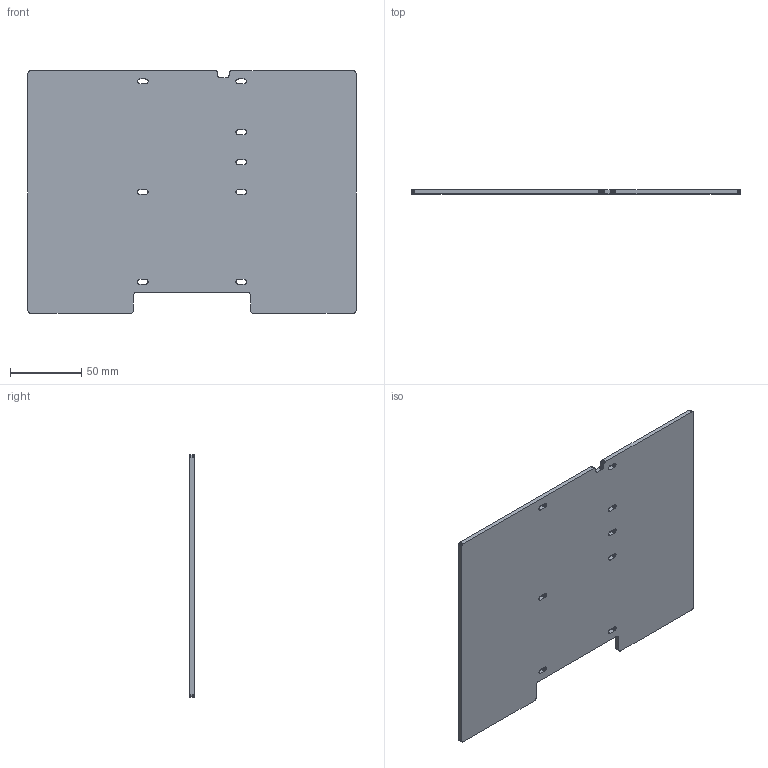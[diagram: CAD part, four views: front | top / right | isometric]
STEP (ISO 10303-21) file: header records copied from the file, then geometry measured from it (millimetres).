
FILE_DESCRIPTION(('FreeCAD Model'),'2;1');
FILE_NAME('./VORON-0/STLs/V0_Crew_Mods/Mid_Panel.step', '2020-04-30T21:56:57',('FreeCAD'),('FreeCAD'), 'Open CASCADE STEP processor 7.3','FreeCAD','Unknown');
FILE_SCHEMA(('AUTOMOTIVE_DESIGN { 1 0 10303 214 1 1 1 1 }'));
Length unit declared in the file: millimetre
Products named in the file (1): Open CASCADE STEP translator 7.3 1
Bounding box: 230 x 3 x 170 mm (x, y, z)
Surface area: 78306.8 mm2 (no closed solid volume)
Topology: 0 solids, 1 shells, 822 faces, 2460 edges, 1640 vertices
Faces by surface type: plane 822
Entity records: 27126 total; most frequent: CARTESIAN_POINT 4923, ORIENTED_EDGE 4920, DIRECTION 4106, EDGE_CURVE 2460, LINE 2460, VECTOR 2460, VERTEX_POINT 1640, FACE_BOUND 838
